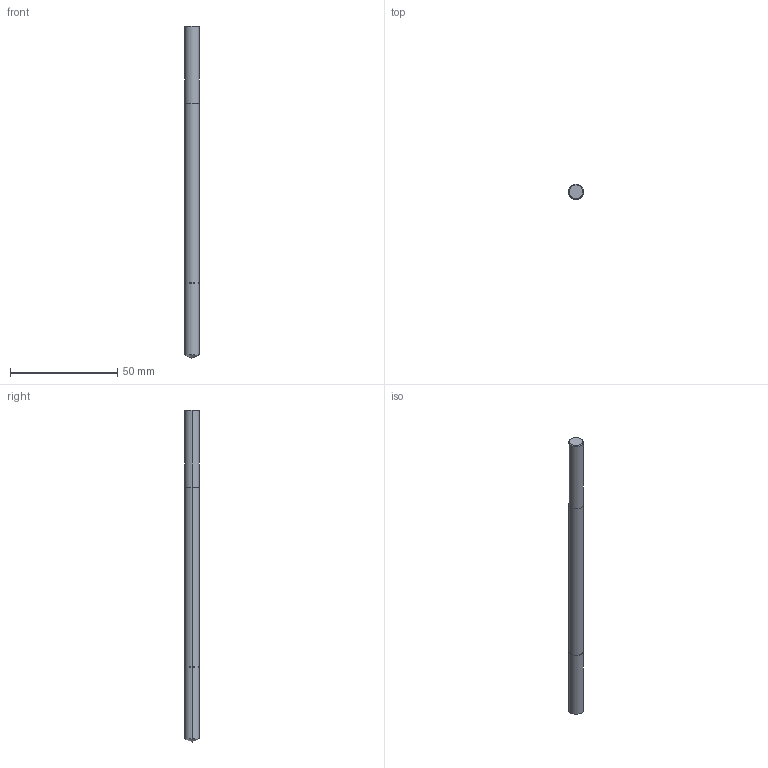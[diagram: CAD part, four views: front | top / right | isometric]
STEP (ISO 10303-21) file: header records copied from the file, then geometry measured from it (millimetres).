
FILE_DESCRIPTION((''),'2;1');
FILE_NAME('607009218-000-00-E43','2017-12-21T',('steckerb'),(''),'PRO/ENGINEER BY PARAMETRIC TECHNOLOGY CORPORATION, 2011220','PRO/ENGINEER BY PARAMETRIC TECHNOLOGY CORPORATION, 2011220','');
FILE_SCHEMA(('AUTOMOTIVE_DESIGN_CC2 { 1 2 10303 214 -1 1 5 2 }'));
Length unit declared in the file: millimetre
Products named in the file (1): 607009218-000-00-E43
Bounding box: 7 x 7 x 155 mm (x, y, z)
Volume: 5744.8 mm3; surface area: 3401 mm2
Topology: 1 solids, 1 shells, 15 faces, 53 edges, 43 vertices
Faces by surface type: cone 8, cylinder 6, plane 1
Entity records: 914 total; most frequent: DIRECTION 101, CARTESIAN_POINT 85, PRESENTATION_STYLE_ASSIGNMENT 78, STYLED_ITEM 73, CURVE_STYLE 58, ORIENTED_EDGE 56, VECTOR 37, LINE 37
